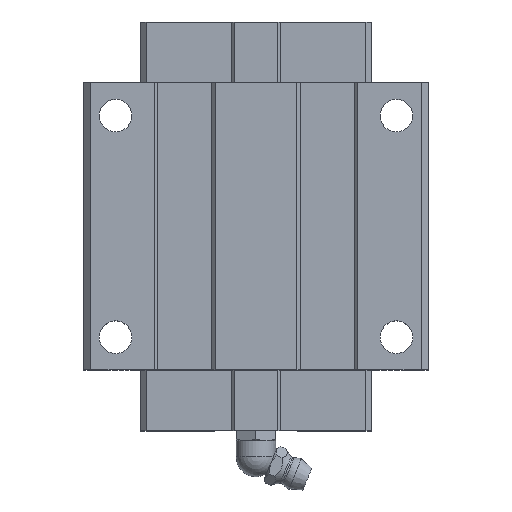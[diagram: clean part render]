
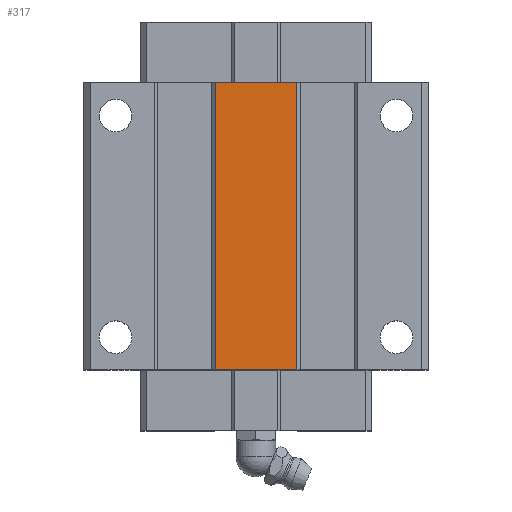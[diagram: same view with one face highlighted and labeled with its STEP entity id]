
A CAD part, top view. The second image highlights one B-rep face of the part: STEP entity #317.
In plain terms, the highlighted planar face has unit normal (0, 0, 1).
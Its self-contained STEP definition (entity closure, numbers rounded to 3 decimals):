
#317 = ADVANCED_FACE ( 'NONE', ( #2785 ), #356, .T. ) ;
#356 = PLANE ( 'NONE',  #2479 ) ;
#829 = DIRECTION ( 'NONE',  ( 0., 1., 0. ) ) ;
#847 = VECTOR ( 'NONE', #1840, 1000. ) ;
#1065 = EDGE_CURVE ( 'NONE', #3019, #1079, #1245, .T. ) ;
#1079 = VERTEX_POINT ( 'NONE', #2299 ) ;
#1217 = LINE ( 'NONE', #3225, #847 ) ;
#1245 = LINE ( 'NONE', #5734, #2584 ) ;
#1270 = CARTESIAN_POINT ( 'NONE',  ( 8.3, -29.15, 36. ) ) ;
#1596 = CARTESIAN_POINT ( 'NONE',  ( -8.3, 29.15, 36. ) ) ;
#1628 = DIRECTION ( 'NONE',  ( 0., 1., 0. ) ) ;
#1840 = DIRECTION ( 'NONE',  ( 1., 0., 0. ) ) ;
#2138 = ORIENTED_EDGE ( 'NONE', *, *, #3741, .F. ) ;
#2299 = CARTESIAN_POINT ( 'NONE',  ( 8.3, -29.15, 36. ) ) ;
#2345 = CARTESIAN_POINT ( 'NONE',  ( -8.3, -29.15, 36. ) ) ;
#2479 = AXIS2_PLACEMENT_3D ( 'NONE', #3844, #3245, #6262 ) ;
#2584 = VECTOR ( 'NONE', #2762, 1000. ) ;
#2762 = DIRECTION ( 'NONE',  ( 1., 0., 0. ) ) ;
#2785 = FACE_OUTER_BOUND ( 'NONE', #3632, .T. ) ;
#2849 = ORIENTED_EDGE ( 'NONE', *, *, #4347, .T. ) ;
#3019 = VERTEX_POINT ( 'NONE', #2345 ) ;
#3131 = ORIENTED_EDGE ( 'NONE', *, *, #1065, .T. ) ;
#3225 = CARTESIAN_POINT ( 'NONE',  ( -8.3, 29.15, 36. ) ) ;
#3245 = DIRECTION ( 'NONE',  ( 0., 0., 1. ) ) ;
#3632 = EDGE_LOOP ( 'NONE', ( #3793, #2138, #3131, #2849 ) ) ;
#3731 = LINE ( 'NONE', #1270, #6282 ) ;
#3741 = EDGE_CURVE ( 'NONE', #3019, #6317, #3818, .T. ) ;
#3793 = ORIENTED_EDGE ( 'NONE', *, *, #4769, .F. ) ;
#3818 = LINE ( 'NONE', #6304, #4407 ) ;
#3844 = CARTESIAN_POINT ( 'NONE',  ( -8.3, -29.15, 36. ) ) ;
#4347 = EDGE_CURVE ( 'NONE', #1079, #6217, #3731, .T. ) ;
#4407 = VECTOR ( 'NONE', #829, 1000. ) ;
#4769 = EDGE_CURVE ( 'NONE', #6317, #6217, #1217, .T. ) ;
#5019 = CARTESIAN_POINT ( 'NONE',  ( 8.3, 29.15, 36. ) ) ;
#5734 = CARTESIAN_POINT ( 'NONE',  ( -8.3, -29.15, 36. ) ) ;
#6217 = VERTEX_POINT ( 'NONE', #5019 ) ;
#6262 = DIRECTION ( 'NONE',  ( 1., 0., 0. ) ) ;
#6282 = VECTOR ( 'NONE', #1628, 1000. ) ;
#6304 = CARTESIAN_POINT ( 'NONE',  ( -8.3, -29.15, 36. ) ) ;
#6317 = VERTEX_POINT ( 'NONE', #1596 ) ;
